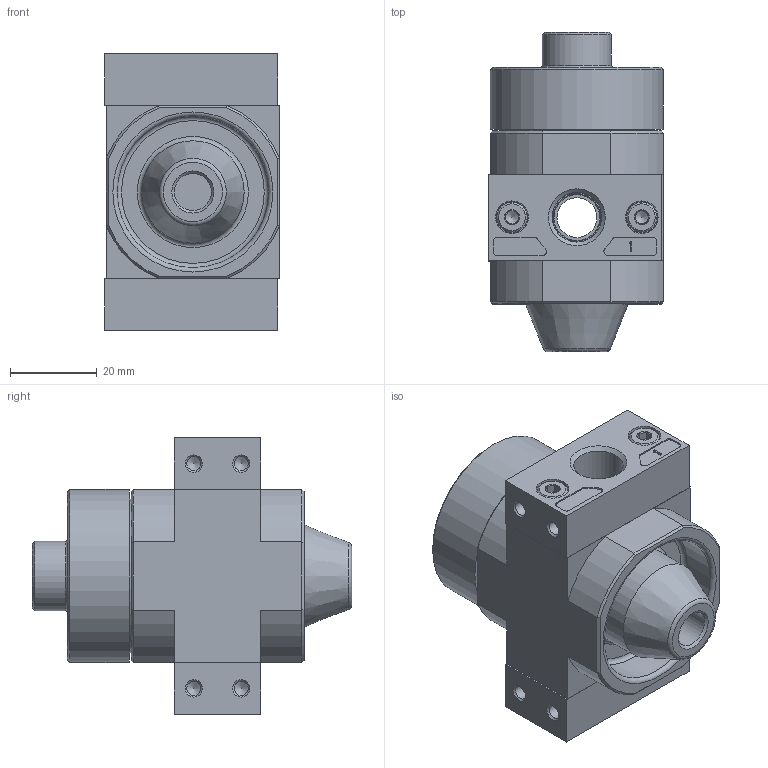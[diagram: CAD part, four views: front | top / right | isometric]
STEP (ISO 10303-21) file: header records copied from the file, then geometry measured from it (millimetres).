
FILE_DESCRIPTION(/* description */ ('STEP AP214'),/* implementation_level */ '2;1');
FILE_NAME(/* name */ '193244_HEP-1_4-D-MINI',/* time_stamp */ '2024-08-29T04:19:32+02:00',/* author */ ('License CC BY-ND 4.0'),/* organization */ ('CADENAS'),/* preprocessor_version */ 'ST-DEVELOPER v19.3',/* originating_system */ 'PARTsolutions',/* authorisation */ ' ');
FILE_SCHEMA (('AUTOMOTIVE_DESIGN {1 0 10303 214 3 1 1}'));
Length unit declared in the file: millimetre
Products named in the file (6): 193244 HEP-1/4-D-MINI; 397000 HEP-D-MINI; 380289 PBL-1/4-D-MINI-L---(1) p1; DIN-912 - M4x16(F); 359787 LF-D-MINI; 380291 PBL-1/4-D-MINI-R---(0) p1
Assembly tree (9 placements, depth 2):
  193244 HEP-1/4-D-MINI
    397000 HEP-D-MINI
    380289 PBL-1/4-D-MINI-L---(1) p1
    DIN-912 - M4x16(F)  x4
    359787 LF-D-MINI  x2
    380291 PBL-1/4-D-MINI-R---(0) p1
Bounding box: 40.4 x 73.8 x 64 mm (x, y, z)
Volume: 88231.1 mm3; surface area: 29217.8 mm2
Topology: 9 solids, 9 shells, 406 faces, 877 edges, 533 vertices
Faces by surface type: plane 165, cylinder 133, cone 97, torus 7, sphere 4
Full cylindrical faces by diameter (mm): 3.242 x8, 4 x4, 5.2 x4, 6.3 x4, 6.5 x2, 7 x4, 8 x4, 8.2 x4, 8.566 x2, 9.2 x1, 10.6 x1, 11 x1, 11.445 x2, 12.2 x1, 15.6 x1, 15.9 x1, 16 x2, 19.1 x2, 23.7 x1, 35 x1, 35.4 x1, 40 x1
Entity records: 9365 total; most frequent: DIRECTION 1508, CARTESIAN_POINT 1402, ORIENTED_EDGE 1170, AXIS2_PLACEMENT_3D 630, EDGE_CURVE 585, FACE_BOUND 463, EDGE_LOOP 456, VERTEX_POINT 430
